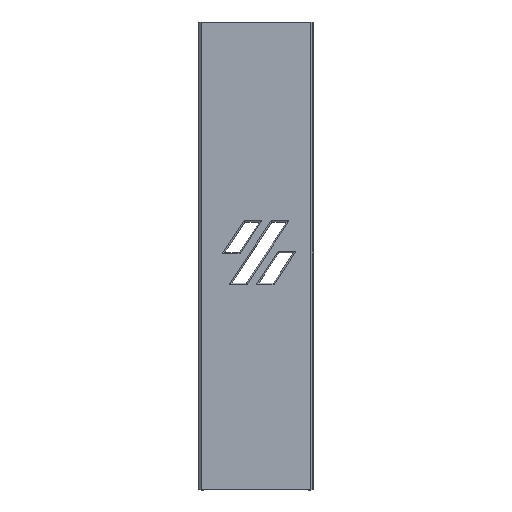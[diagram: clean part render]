
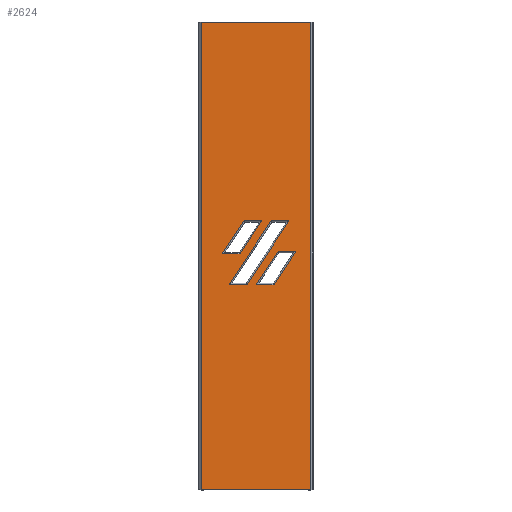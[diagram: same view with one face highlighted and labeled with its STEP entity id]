
A CAD part, top view. The second image highlights one B-rep face of the part: STEP entity #2624.
In plain terms, the highlighted planar face has unit normal (0, 0, 1).
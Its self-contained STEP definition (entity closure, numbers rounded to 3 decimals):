
#15=FACE_BOUND('',#234,.T.);
#16=FACE_BOUND('',#235,.T.);
#17=FACE_BOUND('',#236,.T.);
#188=FACE_OUTER_BOUND('',#233,.T.);
#233=EDGE_LOOP('',(#1948,#1949,#1950,#1951));
#234=EDGE_LOOP('',(#1952,#1953,#1954,#1955));
#235=EDGE_LOOP('',(#1956,#1957,#1958,#1959));
#236=EDGE_LOOP('',(#1960,#1961,#1962,#1963));
#413=LINE('',#3198,#752);
#432=LINE('',#3235,#771);
#442=LINE('',#3256,#781);
#451=LINE('',#3275,#790);
#453=LINE('',#3283,#792);
#456=LINE('',#3291,#795);
#457=LINE('',#3294,#796);
#464=LINE('',#3307,#803);
#465=LINE('',#3310,#804);
#466=LINE('',#3312,#805);
#467=LINE('',#3314,#806);
#468=LINE('',#3315,#807);
#469=LINE('',#3318,#808);
#470=LINE('',#3320,#809);
#471=LINE('',#3322,#810);
#472=LINE('',#3323,#811);
#752=VECTOR('',#2739,10.);
#771=VECTOR('',#2760,10.);
#781=VECTOR('',#2772,10.);
#790=VECTOR('',#2783,10.);
#792=VECTOR('',#2791,10.);
#795=VECTOR('',#2798,10.);
#796=VECTOR('',#2803,10.);
#803=VECTOR('',#2816,10.);
#804=VECTOR('',#2817,10.);
#805=VECTOR('',#2818,10.);
#806=VECTOR('',#2819,10.);
#807=VECTOR('',#2820,10.);
#808=VECTOR('',#2821,10.);
#809=VECTOR('',#2822,10.);
#810=VECTOR('',#2823,10.);
#811=VECTOR('',#2824,10.);
#1091=VERTEX_POINT('',#3195);
#1092=VERTEX_POINT('',#3197);
#1109=VERTEX_POINT('',#3233);
#1119=VERTEX_POINT('',#3255);
#1127=VERTEX_POINT('',#3273);
#1128=VERTEX_POINT('',#3274);
#1131=VERTEX_POINT('',#3282);
#1134=VERTEX_POINT('',#3290);
#1138=VERTEX_POINT('',#3308);
#1139=VERTEX_POINT('',#3309);
#1140=VERTEX_POINT('',#3311);
#1141=VERTEX_POINT('',#3313);
#1142=VERTEX_POINT('',#3316);
#1143=VERTEX_POINT('',#3317);
#1144=VERTEX_POINT('',#3319);
#1145=VERTEX_POINT('',#3321);
#1533=EDGE_CURVE('',#1091,#1092,#413,.T.);
#1552=EDGE_CURVE('',#1109,#1091,#432,.T.);
#1562=EDGE_CURVE('',#1092,#1119,#442,.T.);
#1571=EDGE_CURVE('',#1127,#1128,#451,.T.);
#1575=EDGE_CURVE('',#1128,#1131,#453,.T.);
#1579=EDGE_CURVE('',#1131,#1134,#456,.T.);
#1581=EDGE_CURVE('',#1134,#1127,#457,.T.);
#1588=EDGE_CURVE('',#1119,#1109,#464,.T.);
#1589=EDGE_CURVE('',#1138,#1139,#465,.T.);
#1590=EDGE_CURVE('',#1140,#1138,#466,.T.);
#1591=EDGE_CURVE('',#1141,#1140,#467,.T.);
#1592=EDGE_CURVE('',#1139,#1141,#468,.T.);
#1593=EDGE_CURVE('',#1142,#1143,#469,.T.);
#1594=EDGE_CURVE('',#1144,#1142,#470,.T.);
#1595=EDGE_CURVE('',#1145,#1144,#471,.T.);
#1596=EDGE_CURVE('',#1143,#1145,#472,.T.);
#1948=ORIENTED_EDGE('',*,*,#1533,.F.);
#1949=ORIENTED_EDGE('',*,*,#1552,.F.);
#1950=ORIENTED_EDGE('',*,*,#1588,.F.);
#1951=ORIENTED_EDGE('',*,*,#1562,.F.);
#1952=ORIENTED_EDGE('',*,*,#1589,.F.);
#1953=ORIENTED_EDGE('',*,*,#1590,.F.);
#1954=ORIENTED_EDGE('',*,*,#1591,.F.);
#1955=ORIENTED_EDGE('',*,*,#1592,.F.);
#1956=ORIENTED_EDGE('',*,*,#1593,.F.);
#1957=ORIENTED_EDGE('',*,*,#1594,.F.);
#1958=ORIENTED_EDGE('',*,*,#1595,.F.);
#1959=ORIENTED_EDGE('',*,*,#1596,.F.);
#1960=ORIENTED_EDGE('',*,*,#1571,.F.);
#1961=ORIENTED_EDGE('',*,*,#1581,.F.);
#1962=ORIENTED_EDGE('',*,*,#1579,.F.);
#1963=ORIENTED_EDGE('',*,*,#1575,.F.);
#2587=PLANE('',#2687);
#2624=ADVANCED_FACE('',(#188,#15,#16,#17),#2587,.F.);
#2687=AXIS2_PLACEMENT_3D('',#3306,#2814,#2815);
#2739=DIRECTION('',(0.,-1.,0.));
#2760=DIRECTION('',(1.,0.,0.));
#2772=DIRECTION('',(-1.,0.,0.));
#2783=DIRECTION('',(0.549,0.836,0.));
#2791=DIRECTION('',(-1.,0.,0.));
#2798=DIRECTION('',(-0.549,-0.836,0.));
#2803=DIRECTION('',(1.,0.,0.));
#2814=DIRECTION('center_axis',(0.,0.,-1.));
#2815=DIRECTION('ref_axis',(0.,1.,0.));
#2816=DIRECTION('',(0.,1.,0.));
#2817=DIRECTION('',(-0.549,-0.836,0.));
#2818=DIRECTION('',(-1.,0.,0.));
#2819=DIRECTION('',(0.549,0.836,0.));
#2820=DIRECTION('',(1.,0.,0.));
#2821=DIRECTION('',(-1.,0.,0.));
#2822=DIRECTION('',(0.549,0.836,0.));
#2823=DIRECTION('',(1.,0.,0.));
#2824=DIRECTION('',(-0.549,-0.836,0.));
#3195=CARTESIAN_POINT('',(37.73,207.8,-158.));
#3197=CARTESIAN_POINT('',(37.73,-0.2,-158.));
#3198=CARTESIAN_POINT('',(37.73,3.8,-158.));
#3233=CARTESIAN_POINT('',(-10.87,207.8,-158.));
#3235=CARTESIAN_POINT('',(20.657,207.8,-158.));
#3255=CARTESIAN_POINT('',(-10.87,-0.2,-158.));
#3256=CARTESIAN_POINT('',(19.662,-0.2,-158.));
#3273=CARTESIAN_POINT('',(21.478,91.115,-158.));
#3274=CARTESIAN_POINT('',(31.196,105.899,-158.));
#3275=CARTESIAN_POINT('',(25.29,96.914,-158.));
#3282=CARTESIAN_POINT('',(23.232,105.899,-158.));
#3283=CARTESIAN_POINT('',(28.472,105.899,-158.));
#3290=CARTESIAN_POINT('',(13.513,91.115,-158.));
#3291=CARTESIAN_POINT('',(23.209,105.864,-158.));
#3294=CARTESIAN_POINT('',(20.743,91.115,-158.));
#3306=CARTESIAN_POINT('Origin',(26.86,103.8,-158.));
#3307=CARTESIAN_POINT('',(-10.87,64.8,-158.));
#3308=CARTESIAN_POINT('',(8.104,119.483,-158.));
#3309=CARTESIAN_POINT('',(-1.614,104.699,-158.));
#3310=CARTESIAN_POINT('',(7.246,118.177,-158.));
#3311=CARTESIAN_POINT('',(16.068,119.483,-158.));
#3312=CARTESIAN_POINT('',(20.908,119.483,-158.));
#3313=CARTESIAN_POINT('',(6.351,104.699,-158.));
#3314=CARTESIAN_POINT('',(9.327,109.227,-158.));
#3315=CARTESIAN_POINT('',(13.179,104.699,-158.));
#3316=CARTESIAN_POINT('',(28.096,119.483,-158.));
#3317=CARTESIAN_POINT('',(20.133,119.483,-158.));
#3318=CARTESIAN_POINT('',(26.922,119.483,-158.));
#3319=CARTESIAN_POINT('',(9.449,91.115,-158.));
#3320=CARTESIAN_POINT('',(15.076,99.675,-158.));
#3321=CARTESIAN_POINT('',(1.485,91.115,-158.));
#3322=CARTESIAN_POINT('',(14.729,91.115,-158.));
#3323=CARTESIAN_POINT('',(17.46,115.416,-158.));
